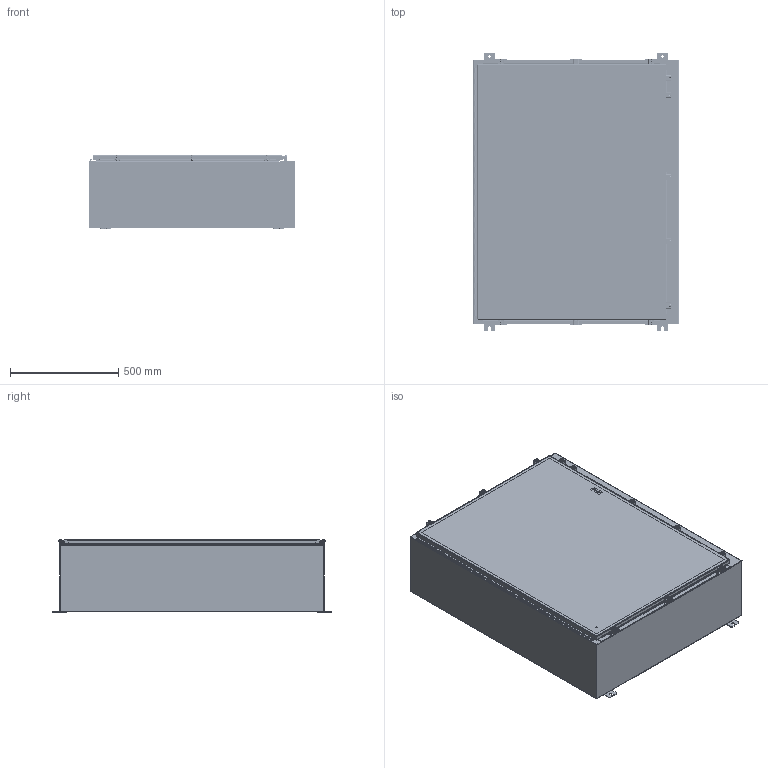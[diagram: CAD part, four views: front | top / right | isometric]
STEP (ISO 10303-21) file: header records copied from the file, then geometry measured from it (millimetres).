
FILE_DESCRIPTION(/* description */ ('SSN4X BACK AND SIDES (48X37X12)'),/* implementation_level */ '2;1');
FILE_NAME(/* name */ 'SSN4X483712.stp',/* time_stamp */ '2016-09-30T23:33:48+05:00',/* author */ ('vdas'),/* organization */ (''),/* preprocessor_version */ 'ST-DEVELOPER v16.1',/* originating_system */ 'Autodesk Inventor 2016',/* authorisation */ '');
FILE_SCHEMA (('AUTOMOTIVE_DESIGN { 1 0 10303 214 3 1 1 }'));
Length unit declared in the file: inch
Products named in the file (32): SSN4X483712BLR; 38859; 34871; H6050558T; H6050558L; H6050558P; H6050558; SSN4X4837LID; HFW3883; HFW3093; 349129; 38846; SSN4X3712TOP; SSN4X3712BTM; 30818; HFW30828 & HFW30829 CLAMP; HFW30828 & HFW30829 SCREW; HFW30828 & HFW30829 WASHER; SSN4X4837FIP; HFW30828 & HFW30829 SPRING; HFW30828; HFW30828_1; HFW30828_2; HFW30828_3; HFW30828_4; HFW30828_5; HFW30828_6; HFW30828_7; HFW30828_8; HFW30828_9; HFW30828_10; SSN4X483712
Assembly tree (93 placements, depth 3):
  SSN4X483712
    SSN4X483712BLR
    38859  x8
    34871  x4
    H6050558
      H6050558T
      H6050558L
      H6050558P
    SSN4X4837LID
    HFW3883  x2
    HFW3093
    349129  x2
    38846
    SSN4X3712TOP
    SSN4X3712BTM
    30818  x11
    HFW30828
      HFW30828 & HFW30829 CLAMP
      HFW30828 & HFW30829 SCREW
      HFW30828 & HFW30829 WASHER
      HFW30828 & HFW30829 SPRING
    HFW30828_1
      HFW30828 & HFW30829 CLAMP
      HFW30828 & HFW30829 SCREW
      HFW30828 & HFW30829 WASHER
      HFW30828 & HFW30829 SPRING
    HFW30828_2
      HFW30828 & HFW30829 CLAMP
      HFW30828 & HFW30829 SCREW
      HFW30828 & HFW30829 WASHER
      HFW30828 & HFW30829 SPRING
    HFW30828_3
      HFW30828 & HFW30829 CLAMP
      HFW30828 & HFW30829 SCREW
      HFW30828 & HFW30829 WASHER
      HFW30828 & HFW30829 SPRING
    HFW30828_4
      HFW30828 & HFW30829 CLAMP
      HFW30828 & HFW30829 SCREW
      HFW30828 & HFW30829 WASHER
      HFW30828 & HFW30829 SPRING
    HFW30828_5
      HFW30828 & HFW30829 CLAMP
      HFW30828 & HFW30829 SCREW
      HFW30828 & HFW30829 WASHER
      HFW30828 & HFW30829 SPRING
    HFW30828_6
      HFW30828 & HFW30829 CLAMP
      HFW30828 & HFW30829 SCREW
      HFW30828 & HFW30829 WASHER
      HFW30828 & HFW30829 SPRING
    HFW30828_7
      HFW30828 & HFW30829 CLAMP
      HFW30828 & HFW30829 SCREW
      HFW30828 & HFW30829 WASHER
      HFW30828 & HFW30829 SPRING
    HFW30828_8
      HFW30828 & HFW30829 CLAMP
      HFW30828 & HFW30829 SCREW
      HFW30828 & HFW30829 WASHER
Bounding box: 949.33 x 1282.7 x 337.85 mm (x, y, z)
Volume: 7939506.5 mm3; surface area: 8194723.8 mm2
Topology: 70 solids, 246 shells, 2438 faces, 6453 edges, 4425 vertices
Faces by surface type: plane 1262, cylinder 688, bspline 265, cone 140, torus 83
Full cylindrical faces by diameter (mm): 2.794 x44, 3.048 x1, 3.962 x2, 4.826 x2, 5.359 x11, 6.35 x1, 7.137 x2, 7.163 x11, 8.382 x16, 8.56 x3, 8.89 x11, 11.125 x4, 13.208 x11, 15.875 x19
Entity records: 36967 total; most frequent: CARTESIAN_POINT 10319, DIRECTION 5352, ORIENTED_EDGE 5152, EDGE_CURVE 2606, LINE 1796, VECTOR 1796, AXIS2_PLACEMENT_3D 1778, VERTEX_POINT 1723
